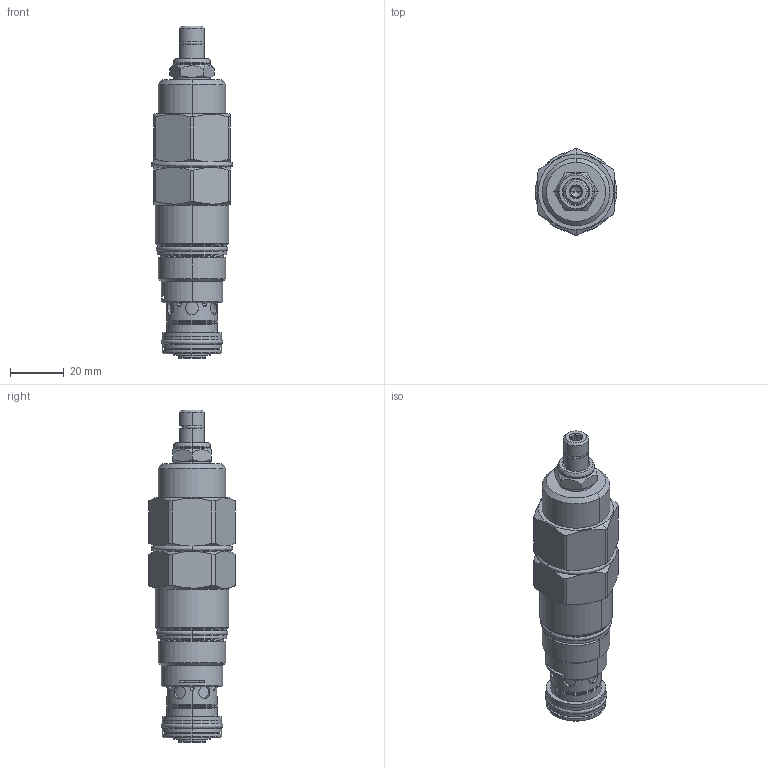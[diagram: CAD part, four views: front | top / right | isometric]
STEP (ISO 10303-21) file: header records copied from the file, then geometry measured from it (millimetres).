
FILE_DESCRIPTION((''),'2;1');
FILE_NAME('SCEBLAN_SW','2023-05-26T14:58:17',('SigMax'),(''),'CREO PARAMETRIC BY PTC INC, 2021072','CREO PARAMETRIC BY PTC INC, 2021072','');
FILE_SCHEMA(('AUTOMOTIVE_DESIGN { 1 0 10303 214 1 1 1 1 }'));
Length unit declared in the file: inch
Products named in the file (1): SCEBLAN_SW
Bounding box: 30.41 x 32.21 x 124.01 mm (x, y, z)
Volume: 54622.2 mm3; surface area: 22104.9 mm2
Topology: 4 solids, 5 shells, 342 faces, 801 edges, 499 vertices
Faces by surface type: cylinder 142, cone 77, plane 75, torus 35, revolution 12, sphere 1
Entity records: 15724 total; most frequent: CARTESIAN_POINT 5339, DIRECTION 1678, ORIENTED_EDGE 1598, EDGE_CURVE 799, AXIS2_PLACEMENT_3D 702, VERTEX_POINT 499, EDGE_LOOP 386, CIRCLE 372
